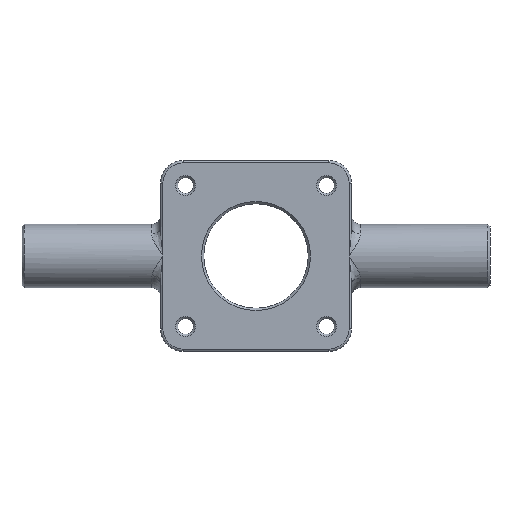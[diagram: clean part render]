
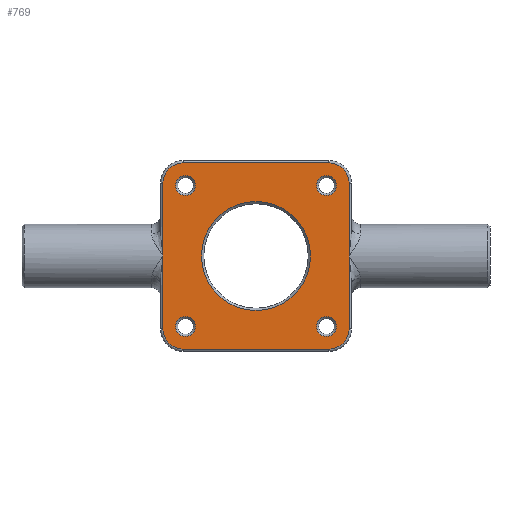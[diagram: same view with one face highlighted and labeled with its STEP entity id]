
A CAD part, front view. The second image highlights one B-rep face of the part: STEP entity #769.
In plain terms, the highlighted planar face has unit normal (0, -1, 0).
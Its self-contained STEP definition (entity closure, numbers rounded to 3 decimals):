
#7 = VERTEX_POINT ( 'NONE', #2019 ) ;
#12 = ORIENTED_EDGE ( 'NONE', *, *, #1773, .T. ) ;
#24 = DIRECTION ( 'NONE',  ( 0., 0., 1. ) ) ;
#50 = VERTEX_POINT ( 'NONE', #610 ) ;
#52 = CARTESIAN_POINT ( 'NONE',  ( -16., -7., 20.5 ) ) ;
#101 = VECTOR ( 'NONE', #1330, 1000. ) ;
#107 = AXIS2_PLACEMENT_3D ( 'NONE', #420, #262, #618 ) ;
#126 = CARTESIAN_POINT ( 'NONE',  ( 15.5, -7., 15.5 ) ) ;
#197 = AXIS2_PLACEMENT_3D ( 'NONE', #126, #1189, #1351 ) ;
#202 = DIRECTION ( 'NONE',  ( 0., -1., 0. ) ) ;
#206 = VERTEX_POINT ( 'NONE', #633 ) ;
#214 = DIRECTION ( 'NONE',  ( 0., 0., 1. ) ) ;
#231 = VECTOR ( 'NONE', #1616, 1000. ) ;
#239 = VERTEX_POINT ( 'NONE', #1187 ) ;
#251 = EDGE_CURVE ( 'NONE', #206, #1348, #1126, .T. ) ;
#262 = DIRECTION ( 'NONE',  ( 0., 1., 0. ) ) ;
#275 = DIRECTION ( 'NONE',  ( -1., 0., 0. ) ) ;
#292 = CIRCLE ( 'NONE', #1585, 12. ) ;
#297 = DIRECTION ( 'NONE',  ( 0., 0., 1. ) ) ;
#299 = VERTEX_POINT ( 'NONE', #455 ) ;
#316 = LINE ( 'NONE', #1966, #231 ) ;
#326 = LINE ( 'NONE', #490, #1409 ) ;
#339 = CARTESIAN_POINT ( 'NONE',  ( -15.5, -7., -15.5 ) ) ;
#341 = DIRECTION ( 'NONE',  ( 0., 0., -1. ) ) ;
#342 = VERTEX_POINT ( 'NONE', #2006 ) ;
#355 = ORIENTED_EDGE ( 'NONE', *, *, #251, .T. ) ;
#400 = CIRCLE ( 'NONE', #1686, 4.5 ) ;
#405 = VECTOR ( 'NONE', #275, 1000. ) ;
#411 = CARTESIAN_POINT ( 'NONE',  ( 0., -7., 0. ) ) ;
#420 = CARTESIAN_POINT ( 'NONE',  ( 15.5, -7., -15.5 ) ) ;
#440 = EDGE_LOOP ( 'NONE', ( #1031 ) ) ;
#453 = EDGE_CURVE ( 'NONE', #239, #495, #316, .T. ) ;
#455 = CARTESIAN_POINT ( 'NONE',  ( 15.5, -7., -13.3 ) ) ;
#466 = DIRECTION ( 'NONE',  ( 0., 1., 0. ) ) ;
#489 = EDGE_CURVE ( 'NONE', #1348, #239, #1043, .T. ) ;
#490 = CARTESIAN_POINT ( 'NONE',  ( -20.5, -7., 0. ) ) ;
#495 = VERTEX_POINT ( 'NONE', #533 ) ;
#505 = EDGE_CURVE ( 'NONE', #495, #7, #1220, .T. ) ;
#533 = CARTESIAN_POINT ( 'NONE',  ( 16., -7., -20.5 ) ) ;
#549 = VERTEX_POINT ( 'NONE', #1445 ) ;
#557 = CARTESIAN_POINT ( 'NONE',  ( 16., -7., 16. ) ) ;
#562 = CARTESIAN_POINT ( 'NONE',  ( 16., -7., -16. ) ) ;
#569 = FACE_OUTER_BOUND ( 'NONE', #946, .T. ) ;
#578 = CARTESIAN_POINT ( 'NONE',  ( 20.5, -7., 16. ) ) ;
#585 = VERTEX_POINT ( 'NONE', #1451 ) ;
#595 = ORIENTED_EDGE ( 'NONE', *, *, #2171, .T. ) ;
#597 = ORIENTED_EDGE ( 'NONE', *, *, #505, .T. ) ;
#601 = LINE ( 'NONE', #1670, #101 ) ;
#610 = CARTESIAN_POINT ( 'NONE',  ( -20.5, -7., 16. ) ) ;
#618 = DIRECTION ( 'NONE',  ( 0., 0., 1. ) ) ;
#629 = VERTEX_POINT ( 'NONE', #1893 ) ;
#633 = CARTESIAN_POINT ( 'NONE',  ( -20.5, -7., 0. ) ) ;
#640 = DIRECTION ( 'NONE',  ( 0., 0., 1. ) ) ;
#660 = VECTOR ( 'NONE', #834, 1000. ) ;
#707 = EDGE_CURVE ( 'NONE', #629, #629, #292, .T. ) ;
#708 = EDGE_CURVE ( 'NONE', #299, #299, #888, .T. ) ;
#720 = CIRCLE ( 'NONE', #1094, 2.2 ) ;
#767 = AXIS2_PLACEMENT_3D ( 'NONE', #1595, #202, #24 ) ;
#769 = ADVANCED_FACE ( 'NONE', ( #795, #933, #1458, #2154, #1133, #569 ), #1285, .F. ) ;
#774 = CARTESIAN_POINT ( 'NONE',  ( 0., -7., 0. ) ) ;
#795 = FACE_BOUND ( 'NONE', #861, .T. ) ;
#803 = ORIENTED_EDGE ( 'NONE', *, *, #1760, .T. ) ;
#824 = EDGE_CURVE ( 'NONE', #342, #1379, #1304, .T. ) ;
#832 = AXIS2_PLACEMENT_3D ( 'NONE', #339, #466, #640 ) ;
#834 = DIRECTION ( 'NONE',  ( 0., 0., 1. ) ) ;
#861 = EDGE_LOOP ( 'NONE', ( #1921 ) ) ;
#888 = CIRCLE ( 'NONE', #107, 2.2 ) ;
#933 = FACE_BOUND ( 'NONE', #1997, .T. ) ;
#946 = EDGE_LOOP ( 'NONE', ( #1146, #12, #355, #1129, #2067, #597, #803, #1402, #2072, #2074 ) ) ;
#1031 = ORIENTED_EDGE ( 'NONE', *, *, #707, .T. ) ;
#1043 = CIRCLE ( 'NONE', #2020, 4.5 ) ;
#1081 = DIRECTION ( 'NONE',  ( 0., -1., 0. ) ) ;
#1094 = AXIS2_PLACEMENT_3D ( 'NONE', #1854, #1457, #1131 ) ;
#1116 = VERTEX_POINT ( 'NONE', #578 ) ;
#1126 = LINE ( 'NONE', #2024, #1719 ) ;
#1129 = ORIENTED_EDGE ( 'NONE', *, *, #489, .T. ) ;
#1131 = DIRECTION ( 'NONE',  ( 0., 0., 1. ) ) ;
#1133 = FACE_BOUND ( 'NONE', #440, .T. ) ;
#1146 = ORIENTED_EDGE ( 'NONE', *, *, #2040, .T. ) ;
#1153 = CIRCLE ( 'NONE', #197, 2.2 ) ;
#1187 = CARTESIAN_POINT ( 'NONE',  ( -16., -7., -20.5 ) ) ;
#1189 = DIRECTION ( 'NONE',  ( 0., 1., 0. ) ) ;
#1220 = CIRCLE ( 'NONE', #1620, 4.5 ) ;
#1223 = VERTEX_POINT ( 'NONE', #1610 ) ;
#1230 = EDGE_CURVE ( 'NONE', #1223, #1223, #1153, .T. ) ;
#1246 = VERTEX_POINT ( 'NONE', #1580 ) ;
#1285 = PLANE ( 'NONE',  #1291 ) ;
#1291 = AXIS2_PLACEMENT_3D ( 'NONE', #774, #1835, #1979 ) ;
#1304 = LINE ( 'NONE', #1695, #405 ) ;
#1330 = DIRECTION ( 'NONE',  ( 0., 0., 1. ) ) ;
#1348 = VERTEX_POINT ( 'NONE', #1506 ) ;
#1351 = DIRECTION ( 'NONE',  ( 0., 0., 1. ) ) ;
#1365 = EDGE_CURVE ( 'NONE', #1116, #342, #400, .T. ) ;
#1377 = LINE ( 'NONE', #2083, #660 ) ;
#1379 = VERTEX_POINT ( 'NONE', #52 ) ;
#1402 = ORIENTED_EDGE ( 'NONE', *, *, #2138, .T. ) ;
#1409 = VECTOR ( 'NONE', #341, 1000. ) ;
#1445 = CARTESIAN_POINT ( 'NONE',  ( -15.5, -7., 17.7 ) ) ;
#1451 = CARTESIAN_POINT ( 'NONE',  ( 20.5, -7., 0. ) ) ;
#1457 = DIRECTION ( 'NONE',  ( 0., 1., 0. ) ) ;
#1458 = FACE_BOUND ( 'NONE', #1565, .T. ) ;
#1506 = CARTESIAN_POINT ( 'NONE',  ( -20.5, -7., -16. ) ) ;
#1565 = EDGE_LOOP ( 'NONE', ( #2112 ) ) ;
#1570 = CIRCLE ( 'NONE', #832, 2.2 ) ;
#1576 = DIRECTION ( 'NONE',  ( 0., -1., 0. ) ) ;
#1580 = CARTESIAN_POINT ( 'NONE',  ( -15.5, -7., -13.3 ) ) ;
#1585 = AXIS2_PLACEMENT_3D ( 'NONE', #411, #2013, #1990 ) ;
#1595 = CARTESIAN_POINT ( 'NONE',  ( -16., -7., 16. ) ) ;
#1610 = CARTESIAN_POINT ( 'NONE',  ( 15.5, -7., 17.7 ) ) ;
#1616 = DIRECTION ( 'NONE',  ( 1., 0., 0. ) ) ;
#1620 = AXIS2_PLACEMENT_3D ( 'NONE', #562, #1081, #214 ) ;
#1632 = DIRECTION ( 'NONE',  ( 0., -1., 0. ) ) ;
#1670 = CARTESIAN_POINT ( 'NONE',  ( 20.5, -7., 16. ) ) ;
#1686 = AXIS2_PLACEMENT_3D ( 'NONE', #557, #1632, #297 ) ;
#1695 = CARTESIAN_POINT ( 'NONE',  ( -16., -7., 20.5 ) ) ;
#1719 = VECTOR ( 'NONE', #2158, 1000. ) ;
#1760 = EDGE_CURVE ( 'NONE', #7, #585, #1377, .T. ) ;
#1773 = EDGE_CURVE ( 'NONE', #50, #206, #326, .T. ) ;
#1791 = CARTESIAN_POINT ( 'NONE',  ( -16., -7., -16. ) ) ;
#1804 = DIRECTION ( 'NONE',  ( 0., 0., 1. ) ) ;
#1835 = DIRECTION ( 'NONE',  ( 0., 1., 0. ) ) ;
#1854 = CARTESIAN_POINT ( 'NONE',  ( -15.5, -7., 15.5 ) ) ;
#1877 = ORIENTED_EDGE ( 'NONE', *, *, #2255, .T. ) ;
#1893 = CARTESIAN_POINT ( 'NONE',  ( 0., -7., 12. ) ) ;
#1921 = ORIENTED_EDGE ( 'NONE', *, *, #708, .T. ) ;
#1966 = CARTESIAN_POINT ( 'NONE',  ( 16., -7., -20.5 ) ) ;
#1979 = DIRECTION ( 'NONE',  ( 0., 0., 1. ) ) ;
#1990 = DIRECTION ( 'NONE',  ( 0., 0., 1. ) ) ;
#1997 = EDGE_LOOP ( 'NONE', ( #1877 ) ) ;
#2006 = CARTESIAN_POINT ( 'NONE',  ( 16., -7., 20.5 ) ) ;
#2013 = DIRECTION ( 'NONE',  ( 0., 1., 0. ) ) ;
#2019 = CARTESIAN_POINT ( 'NONE',  ( 20.5, -7., -16. ) ) ;
#2020 = AXIS2_PLACEMENT_3D ( 'NONE', #1791, #1576, #1804 ) ;
#2024 = CARTESIAN_POINT ( 'NONE',  ( -20.5, -7., -16. ) ) ;
#2040 = EDGE_CURVE ( 'NONE', #1379, #50, #2201, .T. ) ;
#2067 = ORIENTED_EDGE ( 'NONE', *, *, #453, .T. ) ;
#2072 = ORIENTED_EDGE ( 'NONE', *, *, #1365, .T. ) ;
#2074 = ORIENTED_EDGE ( 'NONE', *, *, #824, .T. ) ;
#2083 = CARTESIAN_POINT ( 'NONE',  ( 20.5, -7., 0. ) ) ;
#2112 = ORIENTED_EDGE ( 'NONE', *, *, #1230, .T. ) ;
#2138 = EDGE_CURVE ( 'NONE', #585, #1116, #601, .T. ) ;
#2154 = FACE_BOUND ( 'NONE', #2211, .T. ) ;
#2158 = DIRECTION ( 'NONE',  ( 0., 0., -1. ) ) ;
#2171 = EDGE_CURVE ( 'NONE', #549, #549, #720, .T. ) ;
#2201 = CIRCLE ( 'NONE', #767, 4.5 ) ;
#2211 = EDGE_LOOP ( 'NONE', ( #595 ) ) ;
#2255 = EDGE_CURVE ( 'NONE', #1246, #1246, #1570, .T. ) ;
